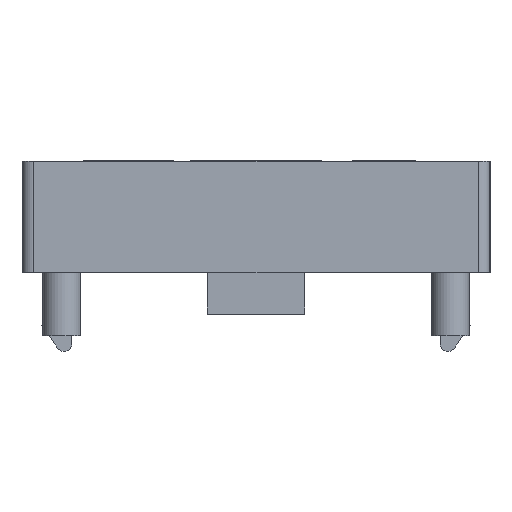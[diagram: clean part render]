
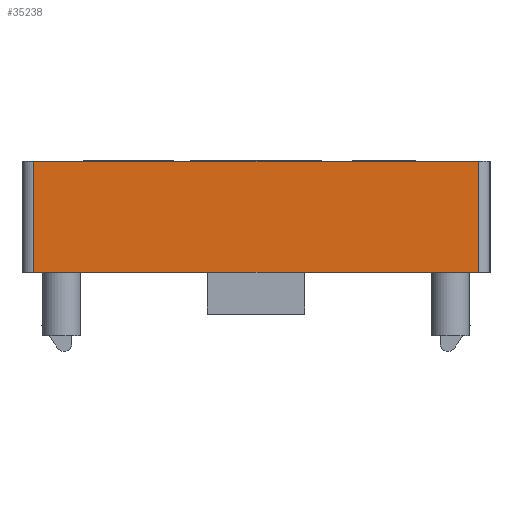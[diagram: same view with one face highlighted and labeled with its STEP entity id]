
A CAD part, left-side view. The second image highlights one B-rep face of the part: STEP entity #35238.
In plain terms, the highlighted planar face has unit normal (-1, 0, 0).
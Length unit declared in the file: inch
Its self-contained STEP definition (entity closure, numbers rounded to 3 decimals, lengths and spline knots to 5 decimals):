
#8779=CARTESIAN_POINT('',(-1.77165,0.55118,0.27559));
#8780=VERTEX_POINT('',#8779);
#8790=CARTESIAN_POINT('',(-1.77165,-0.55118,0.27559));
#8791=VERTEX_POINT('',#8790);
#8792=CARTESIAN_POINT('',(-1.77165,-0.55118,0.27559));
#8793=DIRECTION('',(0.0,1.0,0.0));
#8794=VECTOR('',#8793,1.10236);
#8795=LINE('',#8792,#8794);
#8796=EDGE_CURVE('',#8791,#8780,#8795,.T.);
#27542=CARTESIAN_POINT('',(-1.77165,0.55118,0.0));
#27543=VERTEX_POINT('',#27542);
#27551=CARTESIAN_POINT('',(-1.77165,0.55118,0.27559));
#27552=DIRECTION('',(0.0,0.0,-1.0));
#27553=VECTOR('',#27552,0.27559);
#27554=LINE('',#27551,#27553);
#27555=EDGE_CURVE('',#8780,#27543,#27554,.T.);
#31651=CARTESIAN_POINT('',(-1.77165,-0.55118,0.0));
#31652=VERTEX_POINT('',#31651);
#31653=CARTESIAN_POINT('',(-1.77165,-0.55118,0.27559));
#31654=DIRECTION('',(0.0,0.0,-1.0));
#31655=VECTOR('',#31654,0.27559);
#31656=LINE('',#31653,#31655);
#31657=EDGE_CURVE('',#8791,#31652,#31656,.T.);
#35222=CARTESIAN_POINT('',(-1.77165,-0.58071,0.0));
#35223=DIRECTION('',(-1.0,0.0,0.0));
#35224=DIRECTION('',(0.0,0.0,1.0));
#35225=AXIS2_PLACEMENT_3D('',#35222,#35223,#35224);
#35226=PLANE('',#35225);
#35227=ORIENTED_EDGE('',*,*,#31657,.F.);
#35228=ORIENTED_EDGE('',*,*,#8796,.T.);
#35229=ORIENTED_EDGE('',*,*,#27555,.T.);
#35230=CARTESIAN_POINT('',(-1.77165,0.55118,0.0));
#35231=DIRECTION('',(0.0,-1.0,0.0));
#35232=VECTOR('',#35231,1.10236);
#35233=LINE('',#35230,#35232);
#35234=EDGE_CURVE('',#27543,#31652,#35233,.T.);
#35235=ORIENTED_EDGE('',*,*,#35234,.T.);
#35236=EDGE_LOOP('',(#35227,#35228,#35229,#35235));
#35237=FACE_OUTER_BOUND('',#35236,.T.);
#35238=ADVANCED_FACE('',(#35237),#35226,.T.);
